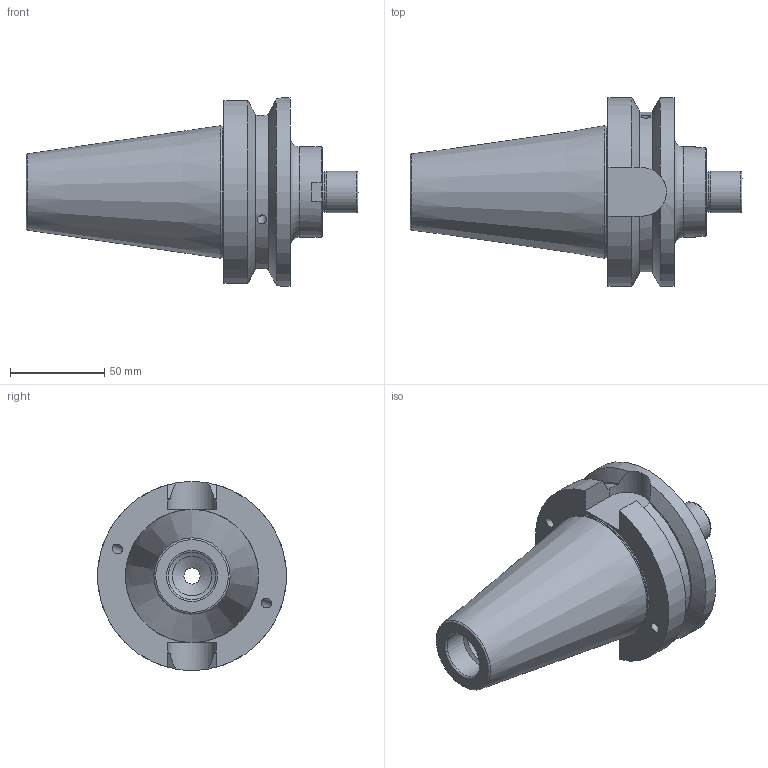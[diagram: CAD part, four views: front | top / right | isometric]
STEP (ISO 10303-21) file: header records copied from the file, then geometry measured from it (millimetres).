
FILE_DESCRIPTION((''),'2;1');
FILE_NAME('7550051-02.stp','2018-07-23T12:10:33',('SCHUESSLER'),(''),'Autodesk Inventor 2012','Autodesk Inventor 2012','');
FILE_SCHEMA(('AUTOMOTIVE_DESIGN { 1 0 10303 214 1 1 1 1 }'));
Length unit declared in the file: millimetre
Products named in the file (1): 7550051-02
Bounding box: 175.8 x 100 x 100 mm (x, y, z)
Volume: 478358.5 mm3; surface area: 61257.6 mm2
Topology: 1 solids, 1 shells, 86 faces, 241 edges, 153 vertices
Faces by surface type: cylinder 29, plane 24, cone 19, torus 14
Full cylindrical faces by diameter (mm): 2.5 x4, 3.242 x2, 5 x4, 8.5 x1, 10.5 x1, 21 x1, 21.4 x1, 22 x1, 25 x1, 48 x1, 69.65 x1, 100 x1
Entity records: 2700 total; most frequent: CARTESIAN_POINT 771, DIRECTION 396, ORIENTED_EDGE 354, EDGE_CURVE 177, AXIS2_PLACEMENT_3D 172, EDGE_LOOP 136, VERTEX_POINT 133, FACE_OUTER_BOUND 86
